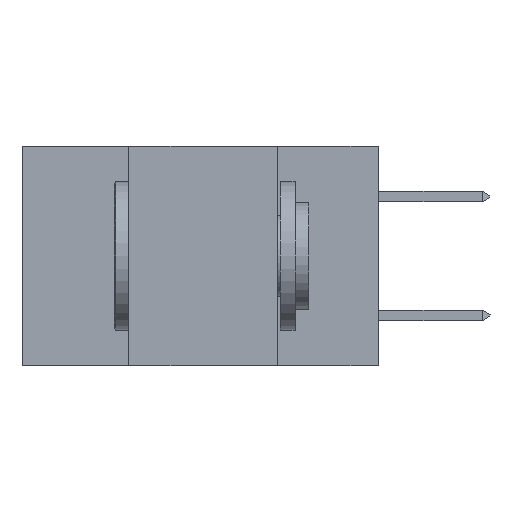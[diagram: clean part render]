
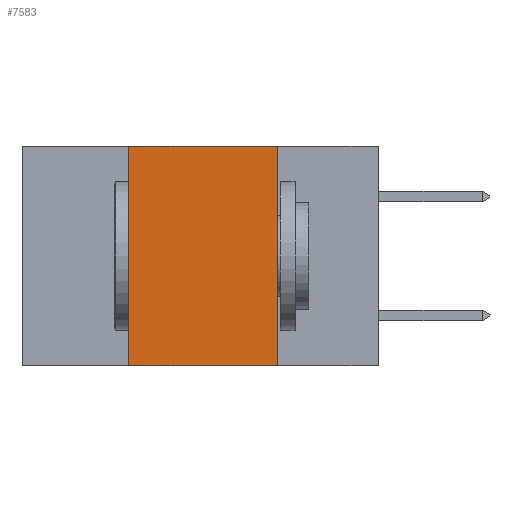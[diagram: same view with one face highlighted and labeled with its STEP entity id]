
A CAD part, left-side view. The second image highlights one B-rep face of the part: STEP entity #7583.
In plain terms, the highlighted planar face has unit normal (-1, 0, 0).
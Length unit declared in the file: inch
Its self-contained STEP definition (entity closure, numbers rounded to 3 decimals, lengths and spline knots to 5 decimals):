
#583 = DIRECTION ( 'NONE',  ( 0., -1., 0. ) ) ;
#608 = CARTESIAN_POINT ( 'NONE',  ( 0., 0.17, -0.37 ) ) ;
#815 = FACE_OUTER_BOUND ( 'NONE', #23253, .T. ) ;
#4664 = VERTEX_POINT ( 'NONE', #6186 ) ;
#6186 = CARTESIAN_POINT ( 'NONE',  ( 0., 0.17, 0. ) ) ;
#6320 = CARTESIAN_POINT ( 'NONE',  ( 0., 0.17, 0. ) ) ;
#6615 = LINE ( 'NONE', #21087, #10205 ) ;
#7193 = ORIENTED_EDGE ( 'NONE', *, *, #18382, .F. ) ;
#7583 = ADVANCED_FACE ( 'NONE', ( #815 ), #10894, .F. ) ;
#10205 = VECTOR ( 'NONE', #583, 39.37008 ) ;
#10690 = ORIENTED_EDGE ( 'NONE', *, *, #12907, .F. ) ;
#10776 = VERTEX_POINT ( 'NONE', #21234 ) ;
#10894 = PLANE ( 'NONE',  #17157 ) ;
#11664 = LINE ( 'NONE', #6320, #19203 ) ;
#12907 = EDGE_CURVE ( 'NONE', #27464, #10776, #13006, .T. ) ;
#13006 = LINE ( 'NONE', #26434, #15509 ) ;
#13182 = DIRECTION ( 'NONE',  ( 0., 0., -1. ) ) ;
#13318 = DIRECTION ( 'NONE',  ( 0., 0., -1. ) ) ;
#13634 = LINE ( 'NONE', #26723, #20091 ) ;
#14703 = DIRECTION ( 'NONE',  ( 0., 0., 1. ) ) ;
#15509 = VECTOR ( 'NONE', #14703, 39.37008 ) ;
#17157 = AXIS2_PLACEMENT_3D ( 'NONE', #26931, #27032, #13182 ) ;
#17229 = EDGE_CURVE ( 'NONE', #27464, #26742, #6615, .T. ) ;
#18294 = DIRECTION ( 'NONE',  ( 0., -1., 0. ) ) ;
#18382 = EDGE_CURVE ( 'NONE', #4664, #26742, #11664, .T. ) ;
#19203 = VECTOR ( 'NONE', #13318, 39.37008 ) ;
#20091 = VECTOR ( 'NONE', #18294, 39.37008 ) ;
#21087 = CARTESIAN_POINT ( 'NONE',  ( 0., 0.6, -0.37 ) ) ;
#21234 = CARTESIAN_POINT ( 'NONE',  ( 0., 0.42, 0. ) ) ;
#23253 = EDGE_LOOP ( 'NONE', ( #7193, #26393, #10690, #27862 ) ) ;
#24651 = CARTESIAN_POINT ( 'NONE',  ( 0., 0.42, -0.37 ) ) ;
#26393 = ORIENTED_EDGE ( 'NONE', *, *, #28453, .F. ) ;
#26434 = CARTESIAN_POINT ( 'NONE',  ( 0., 0.42, 0. ) ) ;
#26723 = CARTESIAN_POINT ( 'NONE',  ( 0., 0.6, 0. ) ) ;
#26742 = VERTEX_POINT ( 'NONE', #608 ) ;
#26931 = CARTESIAN_POINT ( 'NONE',  ( 0., 0.6, 0. ) ) ;
#27032 = DIRECTION ( 'NONE',  ( 1., 0., 0. ) ) ;
#27464 = VERTEX_POINT ( 'NONE', #24651 ) ;
#27862 = ORIENTED_EDGE ( 'NONE', *, *, #17229, .T. ) ;
#28453 = EDGE_CURVE ( 'NONE', #10776, #4664, #13634, .T. ) ;
